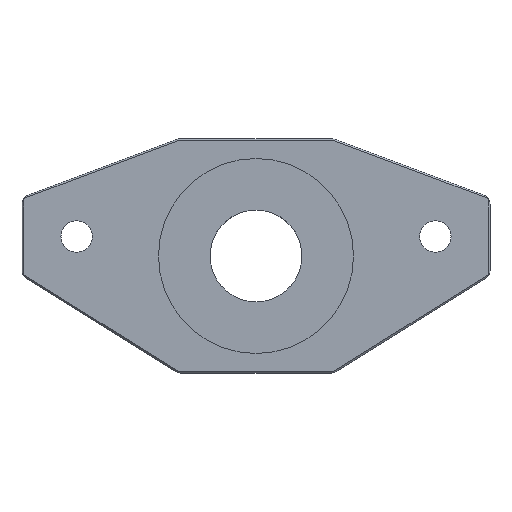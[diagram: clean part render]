
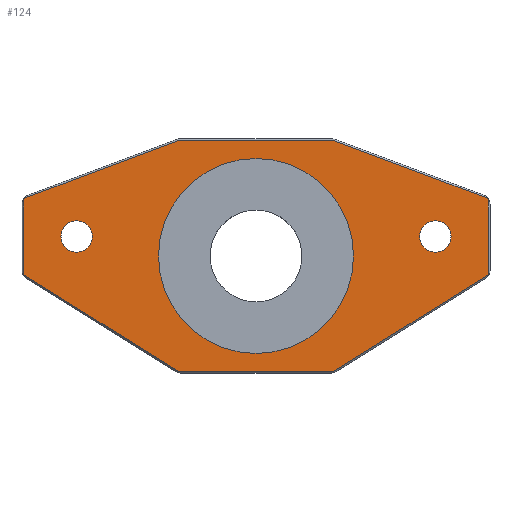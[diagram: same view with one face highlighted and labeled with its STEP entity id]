
A CAD part, top view. The second image highlights one B-rep face of the part: STEP entity #124.
In plain terms, the highlighted planar face has unit normal (0, 0, 1).
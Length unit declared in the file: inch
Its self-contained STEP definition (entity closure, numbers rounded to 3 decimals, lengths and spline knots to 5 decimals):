
#6 = VERTEX_POINT ( 'NONE', #989 ) ;
#16 = CARTESIAN_POINT ( 'NONE',  ( -0.53108, 5.29741, 4.83054 ) ) ;
#17 = VECTOR ( 'NONE', #625, 39.37008 ) ;
#61 = ORIENTED_EDGE ( 'NONE', *, *, #1858, .T. ) ;
#72 = CARTESIAN_POINT ( 'NONE',  ( -2.17821, 6.06191, 4.83054 ) ) ;
#75 = FACE_BOUND ( 'NONE', #1042, .T. ) ;
#77 = AXIS2_PLACEMENT_3D ( 'NONE', #1951, #753, #1634 ) ;
#82 = VERTEX_POINT ( 'NONE', #16 ) ;
#84 = AXIS2_PLACEMENT_3D ( 'NONE', #415, #1639, #1453 ) ;
#91 = CARTESIAN_POINT ( 'NONE',  ( 0.12179, 6.06191, 4.83054 ) ) ;
#94 = EDGE_CURVE ( 'NONE', #197, #944, #186, .T. ) ;
#117 = CARTESIAN_POINT ( 'NONE',  ( -2.17821, 6.16241, 4.83054 ) ) ;
#124 = ADVANCED_FACE ( 'NONE', ( #984, #209, #75, #1845 ), #538, .F. ) ;
#132 = AXIS2_PLACEMENT_3D ( 'NONE', #1563, #534, #499 ) ;
#186 = LINE ( 'NONE', #1194, #472 ) ;
#188 = CARTESIAN_POINT ( 'NONE',  ( -0.53002, 6.77741, 4.83054 ) ) ;
#192 = DIRECTION ( 'NONE',  ( 0.848, -0.53, 0. ) ) ;
#197 = VERTEX_POINT ( 'NONE', #1921 ) ;
#199 = ORIENTED_EDGE ( 'NONE', *, *, #744, .T. ) ;
#209 = FACE_BOUND ( 'NONE', #688, .T. ) ;
#241 = ORIENTED_EDGE ( 'NONE', *, *, #1436, .T. ) ;
#251 = EDGE_CURVE ( 'NONE', #1228, #642, #1139, .T. ) ;
#268 = CARTESIAN_POINT ( 'NONE',  ( -0.40321, 6.03741, 4.83054 ) ) ;
#288 = LINE ( 'NONE', #1185, #1137 ) ;
#307 = EDGE_CURVE ( 'NONE', #944, #82, #1690, .T. ) ;
#316 = EDGE_CURVE ( 'NONE', #1181, #1874, #1818, .T. ) ;
#340 = CIRCLE ( 'NONE', #77, 0.1005 ) ;
#344 = AXIS2_PLACEMENT_3D ( 'NONE', #924, #1944, #919 ) ;
#367 = DIRECTION ( 'NONE',  ( 0., 0., 1. ) ) ;
#406 = AXIS2_PLACEMENT_3D ( 'NONE', #641, #669, #2212 ) ;
#410 = EDGE_CURVE ( 'NONE', #642, #1228, #1299, .T. ) ;
#415 = CARTESIAN_POINT ( 'NONE',  ( 0.12179, 6.16241, 4.83054 ) ) ;
#421 = CARTESIAN_POINT ( 'NONE',  ( 0.46179, 5.91796, 4.83054 ) ) ;
#423 = LINE ( 'NONE', #809, #17 ) ;
#430 = ORIENTED_EDGE ( 'NONE', *, *, #410, .T. ) ;
#436 = EDGE_LOOP ( 'NONE', ( #61, #241, #972, #886, #1504, #1143, #1172, #1705, #2172, #594 ) ) ;
#461 = VECTOR ( 'NONE', #2070, 39.37008 ) ;
#472 = VECTOR ( 'NONE', #192, 39.37008 ) ;
#484 = ORIENTED_EDGE ( 'NONE', *, *, #316, .T. ) ;
#499 = DIRECTION ( 'NONE',  ( -1., 0., 0. ) ) ;
#506 = VERTEX_POINT ( 'NONE', #2225 ) ;
#519 = LINE ( 'NONE', #1720, #461 ) ;
#534 = DIRECTION ( 'NONE',  ( 0., 0., -1. ) ) ;
#538 = PLANE ( 'NONE',  #1428 ) ;
#586 = DIRECTION ( 'NONE',  ( 1., 0., 0. ) ) ;
#594 = ORIENTED_EDGE ( 'NONE', *, *, #1007, .T. ) ;
#625 = DIRECTION ( 'NONE',  ( -0.936, 0.351, 0. ) ) ;
#627 = VECTOR ( 'NONE', #1439, 39.37008 ) ;
#628 = CIRCLE ( 'NONE', #344, 0.625 ) ;
#641 = CARTESIAN_POINT ( 'NONE',  ( -2.46571, 6.3691, 4.83054 ) ) ;
#642 = VERTEX_POINT ( 'NONE', #72 ) ;
#669 = DIRECTION ( 'NONE',  ( 0., 0., 1. ) ) ;
#674 = CARTESIAN_POINT ( 'NONE',  ( -2.5159, 6.40635, 4.83054 ) ) ;
#686 = VERTEX_POINT ( 'NONE', #421 ) ;
#688 = EDGE_LOOP ( 'NONE', ( #484, #1878 ) ) ;
#698 = LINE ( 'NONE', #1142, #2209 ) ;
#701 = CARTESIAN_POINT ( 'NONE',  ( 1.47179, 6.78741, 4.83054 ) ) ;
#730 = LINE ( 'NONE', #1541, #1347 ) ;
#744 = EDGE_CURVE ( 'NONE', #833, #6, #628, .T. ) ;
#752 = VERTEX_POINT ( 'NONE', #755 ) ;
#753 = DIRECTION ( 'NONE',  ( 0., 0., -1. ) ) ;
#755 = CARTESIAN_POINT ( 'NONE',  ( 0.46179, 6.40301, 4.83054 ) ) ;
#780 = CARTESIAN_POINT ( 'NONE',  ( -2.17821, 6.26291, 4.83054 ) ) ;
#794 = DIRECTION ( 'NONE',  ( -1., 0., 0. ) ) ;
#796 = VERTEX_POINT ( 'NONE', #1301 ) ;
#809 = CARTESIAN_POINT ( 'NONE',  ( -0.53172, 6.77805, 4.83054 ) ) ;
#833 = VERTEX_POINT ( 'NONE', #268 ) ;
#882 = VERTEX_POINT ( 'NONE', #1700 ) ;
#886 = ORIENTED_EDGE ( 'NONE', *, *, #937, .T. ) ;
#909 = VERTEX_POINT ( 'NONE', #674 ) ;
#916 = ORIENTED_EDGE ( 'NONE', *, *, #251, .T. ) ;
#919 = DIRECTION ( 'NONE',  ( -1., 0., 0. ) ) ;
#924 = CARTESIAN_POINT ( 'NONE',  ( -1.02821, 6.03741, 4.83054 ) ) ;
#925 = DIRECTION ( 'NONE',  ( -1., 0., 0. ) ) ;
#937 = EDGE_CURVE ( 'NONE', #1637, #796, #288, .T. ) ;
#944 = VERTEX_POINT ( 'NONE', #2201 ) ;
#959 = EDGE_CURVE ( 'NONE', #506, #1637, #423, .T. ) ;
#972 = ORIENTED_EDGE ( 'NONE', *, *, #959, .T. ) ;
#984 = FACE_OUTER_BOUND ( 'NONE', #436, .T. ) ;
#989 = CARTESIAN_POINT ( 'NONE',  ( -1.65321, 6.03741, 4.83054 ) ) ;
#1007 = EDGE_CURVE ( 'NONE', #82, #686, #1088, .T. ) ;
#1030 = AXIS2_PLACEMENT_3D ( 'NONE', #117, #1829, #794 ) ;
#1042 = EDGE_LOOP ( 'NONE', ( #430, #916 ) ) ;
#1088 = LINE ( 'NONE', #1397, #627 ) ;
#1106 = CARTESIAN_POINT ( 'NONE',  ( 1.47179, 5.29741, 4.83054 ) ) ;
#1137 = VECTOR ( 'NONE', #2027, 39.37008 ) ;
#1139 = CIRCLE ( 'NONE', #1578, 0.1005 ) ;
#1142 = CARTESIAN_POINT ( 'NONE',  ( 0.46179, 6.78741, 4.83054 ) ) ;
#1143 = ORIENTED_EDGE ( 'NONE', *, *, #1929, .T. ) ;
#1172 = ORIENTED_EDGE ( 'NONE', *, *, #2079, .T. ) ;
#1181 = VERTEX_POINT ( 'NONE', #91 ) ;
#1185 = CARTESIAN_POINT ( 'NONE',  ( 1.47179, 6.77741, 4.83054 ) ) ;
#1194 = CARTESIAN_POINT ( 'NONE',  ( -1.52291, 5.29589, 4.83054 ) ) ;
#1204 = ORIENTED_EDGE ( 'NONE', *, *, #1458, .T. ) ;
#1211 = DIRECTION ( 'NONE',  ( -0.936, -0.351, 0. ) ) ;
#1228 = VERTEX_POINT ( 'NONE', #780 ) ;
#1243 = CIRCLE ( 'NONE', #406, 0.0625 ) ;
#1274 = CIRCLE ( 'NONE', #132, 0.625 ) ;
#1297 = CARTESIAN_POINT ( 'NONE',  ( -2.17821, 6.16241, 4.83054 ) ) ;
#1299 = CIRCLE ( 'NONE', #1030, 0.1005 ) ;
#1301 = CARTESIAN_POINT ( 'NONE',  ( -1.5264, 6.77741, 4.83054 ) ) ;
#1347 = VECTOR ( 'NONE', #1211, 39.37008 ) ;
#1367 = DIRECTION ( 'NONE',  ( -1., 0., 0. ) ) ;
#1397 = CARTESIAN_POINT ( 'NONE',  ( 0.46649, 5.92089, 4.83054 ) ) ;
#1408 = CIRCLE ( 'NONE', #1799, 0.0625 ) ;
#1428 = AXIS2_PLACEMENT_3D ( 'NONE', #701, #2075, #1367 ) ;
#1436 = EDGE_CURVE ( 'NONE', #752, #506, #1408, .T. ) ;
#1439 = DIRECTION ( 'NONE',  ( 0.848, 0.53, 0. ) ) ;
#1453 = DIRECTION ( 'NONE',  ( -1., 0., 0. ) ) ;
#1458 = EDGE_CURVE ( 'NONE', #6, #833, #1274, .T. ) ;
#1504 = ORIENTED_EDGE ( 'NONE', *, *, #1586, .T. ) ;
#1541 = CARTESIAN_POINT ( 'NONE',  ( -2.5247, 6.40305, 4.83054 ) ) ;
#1563 = CARTESIAN_POINT ( 'NONE',  ( -1.02821, 6.03741, 4.83054 ) ) ;
#1577 = VECTOR ( 'NONE', #586, 39.37008 ) ;
#1578 = AXIS2_PLACEMENT_3D ( 'NONE', #1297, #1956, #925 ) ;
#1586 = EDGE_CURVE ( 'NONE', #796, #909, #730, .T. ) ;
#1634 = DIRECTION ( 'NONE',  ( -1., 0., 0. ) ) ;
#1637 = VERTEX_POINT ( 'NONE', #188 ) ;
#1639 = DIRECTION ( 'NONE',  ( 0., 0., -1. ) ) ;
#1690 = LINE ( 'NONE', #1106, #1577 ) ;
#1700 = CARTESIAN_POINT ( 'NONE',  ( -2.51821, 6.40301, 4.83054 ) ) ;
#1705 = ORIENTED_EDGE ( 'NONE', *, *, #94, .T. ) ;
#1720 = CARTESIAN_POINT ( 'NONE',  ( -2.51821, 6.78741, 4.83054 ) ) ;
#1741 = EDGE_CURVE ( 'NONE', #1874, #1181, #340, .T. ) ;
#1799 = AXIS2_PLACEMENT_3D ( 'NONE', #1889, #367, #2059 ) ;
#1818 = CIRCLE ( 'NONE', #84, 0.1005 ) ;
#1829 = DIRECTION ( 'NONE',  ( 0., 0., -1. ) ) ;
#1845 = FACE_BOUND ( 'NONE', #2080, .T. ) ;
#1858 = EDGE_CURVE ( 'NONE', #686, #752, #698, .T. ) ;
#1874 = VERTEX_POINT ( 'NONE', #2146 ) ;
#1878 = ORIENTED_EDGE ( 'NONE', *, *, #1741, .T. ) ;
#1889 = CARTESIAN_POINT ( 'NONE',  ( 0.40929, 6.3691, 4.83054 ) ) ;
#1921 = CARTESIAN_POINT ( 'NONE',  ( -2.51821, 5.91796, 4.83054 ) ) ;
#1929 = EDGE_CURVE ( 'NONE', #909, #882, #1243, .T. ) ;
#1944 = DIRECTION ( 'NONE',  ( 0., 0., -1. ) ) ;
#1951 = CARTESIAN_POINT ( 'NONE',  ( 0.12179, 6.16241, 4.83054 ) ) ;
#1956 = DIRECTION ( 'NONE',  ( 0., 0., -1. ) ) ;
#1981 = DIRECTION ( 'NONE',  ( 0., 1., 0. ) ) ;
#2027 = DIRECTION ( 'NONE',  ( -1., 0., 0. ) ) ;
#2059 = DIRECTION ( 'NONE',  ( -1., 0., 0. ) ) ;
#2070 = DIRECTION ( 'NONE',  ( 0., -1., 0. ) ) ;
#2075 = DIRECTION ( 'NONE',  ( 0., 0., -1. ) ) ;
#2079 = EDGE_CURVE ( 'NONE', #882, #197, #519, .T. ) ;
#2080 = EDGE_LOOP ( 'NONE', ( #1204, #199 ) ) ;
#2146 = CARTESIAN_POINT ( 'NONE',  ( 0.12179, 6.26291, 4.83054 ) ) ;
#2172 = ORIENTED_EDGE ( 'NONE', *, *, #307, .T. ) ;
#2201 = CARTESIAN_POINT ( 'NONE',  ( -1.52534, 5.29741, 4.83054 ) ) ;
#2209 = VECTOR ( 'NONE', #1981, 39.37008 ) ;
#2212 = DIRECTION ( 'NONE',  ( -1., 0., 0. ) ) ;
#2225 = CARTESIAN_POINT ( 'NONE',  ( 0.45947, 6.40635, 4.83054 ) ) ;
